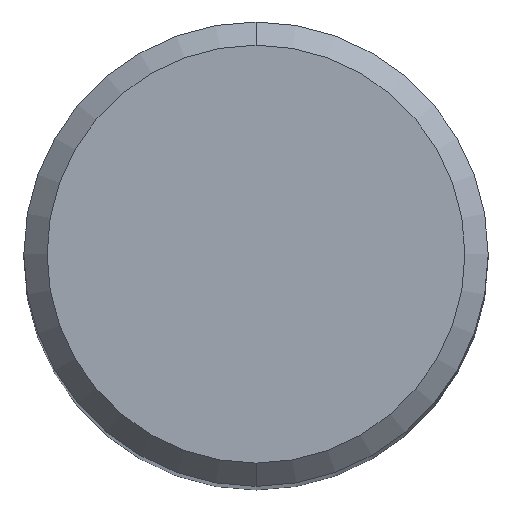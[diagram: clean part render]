
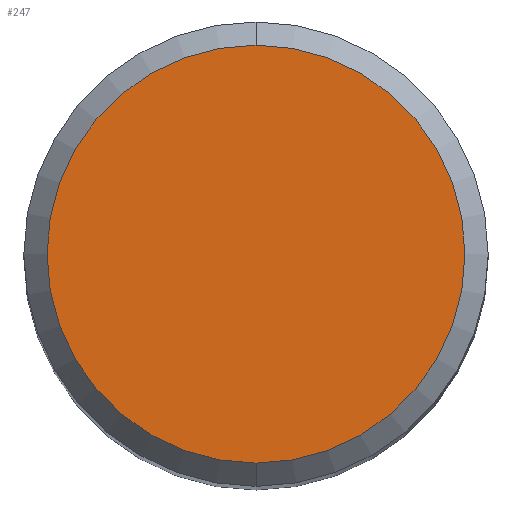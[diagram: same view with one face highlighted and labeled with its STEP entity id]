
A CAD part, top view. The second image highlights one B-rep face of the part: STEP entity #247.
In plain terms, the highlighted planar face has unit normal (0, 0, 1).
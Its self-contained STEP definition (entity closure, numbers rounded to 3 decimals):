
#223=EDGE_CURVE('',#261,#401,#535,.T.);
#229=EDGE_CURVE('',#401,#261,#541,.T.);
#247=ADVANCED_FACE('',(#560),#561,.T.);
#261=VERTEX_POINT('',#577);
#401=VERTEX_POINT('',#732);
#535=CIRCLE('',#971,3.6);
#541=CIRCLE('',#992,3.6);
#560=FACE_OUTER_BOUND('',#1021,.T.);
#561=PLANE('',#1022);
#577=CARTESIAN_POINT('',(0.,-3.6,0.0));
#732=CARTESIAN_POINT('',(0.0,3.6,0.0));
#971=AXIS2_PLACEMENT_3D('',#1522,#1523,#1524);
#992=AXIS2_PLACEMENT_3D('',#1525,#1526,#1527);
#1021=EDGE_LOOP('',(#1544,#1545));
#1022=AXIS2_PLACEMENT_3D('',#1546,#1547,#1548);
#1522=CARTESIAN_POINT('',(0.0,0.0,0.0));
#1523=DIRECTION('',(0.0,0.0,-1.0));
#1524=DIRECTION('',(0.0,1.0,0.0));
#1525=CARTESIAN_POINT('',(0.0,0.0,0.0));
#1526=DIRECTION('',(0.0,0.0,-1.0));
#1527=DIRECTION('',(0.0,1.0,0.0));
#1544=ORIENTED_EDGE('',*,*,#229,.F.);
#1545=ORIENTED_EDGE('',*,*,#223,.F.);
#1546=CARTESIAN_POINT('',(0.0,1.8,0.0));
#1547=DIRECTION('',(-0.0,0.0,1.0));
#1548=DIRECTION('',(0.0,-1.0,0.0));
